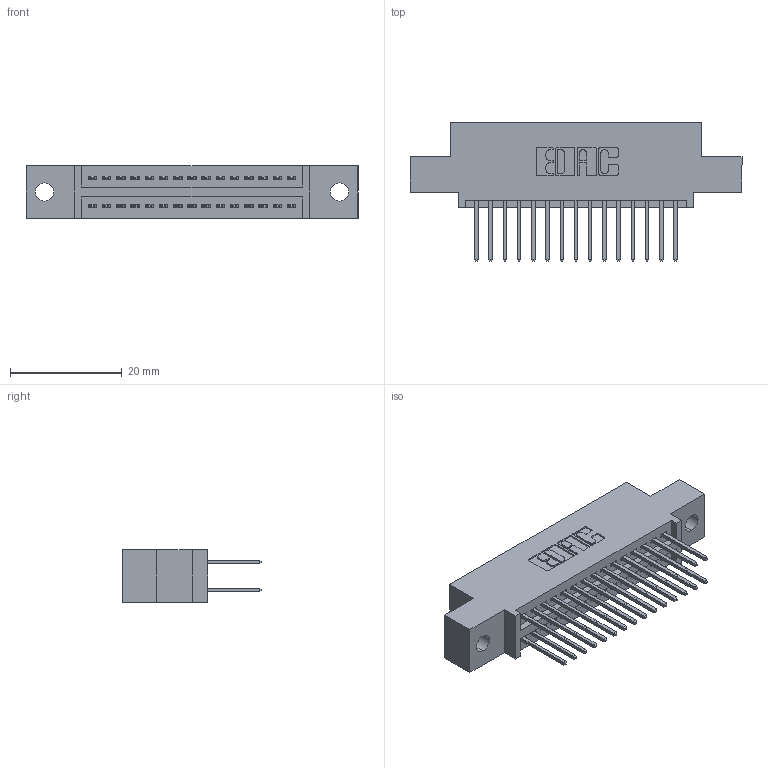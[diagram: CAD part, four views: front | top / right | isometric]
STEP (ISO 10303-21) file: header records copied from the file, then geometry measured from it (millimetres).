
FILE_DESCRIPTION (( 'STEP AP203' ), '1' );
FILE_NAME ('345-030-523-502.STEP', '2018-08-23T04:30:14', ( '' ), ( '' ), 'SwSTEP 2.0', 'SolidWorks 2016', '' );
FILE_SCHEMA (( 'CONFIG_CONTROL_DESIGN' ));
Length unit declared in the file: inch
Products named in the file (3): 345 Part_0.110 Offset - 0.128 Dia; 345-292-001_345-293-123; 345-030-523-502
Assembly tree (31 placements, depth 2):
  345-030-523-502
    345 Part_0.110 Offset - 0.128 Dia
    345-292-001_345-293-123  x30
Bounding box: 59.31 x 24.82 x 9.4 mm (x, y, z)
Volume: 5462.2 mm3; surface area: 7647 mm2
Topology: 31 solids, 31 shells, 1630 faces, 4823 edges, 3174 vertices
Faces by surface type: plane 1074, cylinder 556
Entity records: 15557 total; most frequent: CARTESIAN_POINT 2636, ORIENTED_EDGE 2570, DIRECTION 2357, EDGE_CURVE 1285, LINE 1093, VECTOR 1093, VERTEX_POINT 854, AXIS2_PLACEMENT_3D 632
